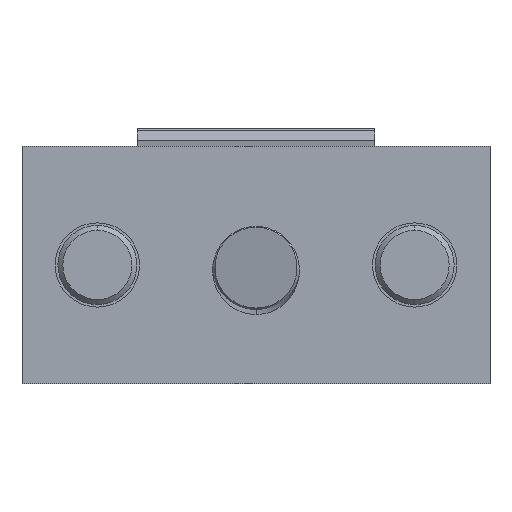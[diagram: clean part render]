
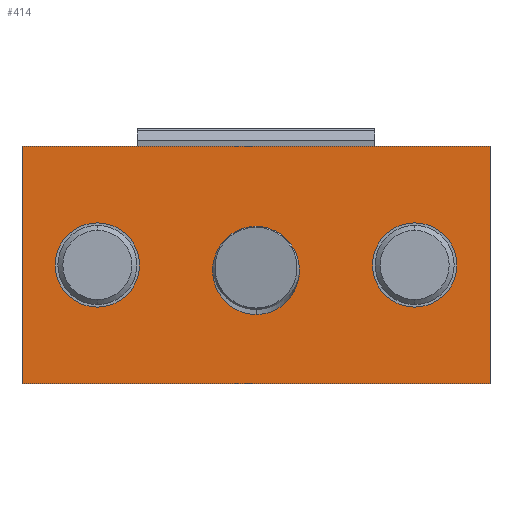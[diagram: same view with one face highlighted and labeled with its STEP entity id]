
A CAD part, front view. The second image highlights one B-rep face of the part: STEP entity #414.
In plain terms, the highlighted planar face has unit normal (0, -1, 0).
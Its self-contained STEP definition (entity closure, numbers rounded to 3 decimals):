
#316 = VERTEX_POINT ( 'NONE', #1378 ) ;
#317 = ORIENTED_EDGE ( 'NONE', *, *, #318, .F. ) ;
#318 = EDGE_CURVE ( 'NONE', #319, #316, #1574, .T. ) ;
#319 = VERTEX_POINT ( 'NONE', #1570 ) ;
#320 = ORIENTED_EDGE ( 'NONE', *, *, #321, .F. ) ;
#321 = EDGE_CURVE ( 'NONE', #322, #319, #1569, .T. ) ;
#322 = VERTEX_POINT ( 'NONE', #1565 ) ;
#323 = ORIENTED_EDGE ( 'NONE', *, *, #450, .T. ) ;
#392 = VERTEX_POINT ( 'NONE', #1654 ) ;
#393 = EDGE_CURVE ( 'NONE', #398, #392, #1647, .T. ) ;
#397 = EDGE_LOOP ( 'NONE', ( #415, #418 ) ) ;
#398 = VERTEX_POINT ( 'NONE', #1637 ) ;
#414 = ADVANCED_FACE ( 'NONE', ( #1614, #1613, #1612, #1611 ), #1610, .F. ) ;
#415 = ORIENTED_EDGE ( 'NONE', *, *, #416, .T. ) ;
#416 = EDGE_CURVE ( 'NONE', #468, #539, #1605, .T. ) ;
#417 = EDGE_LOOP ( 'NONE', ( #419, #420 ) ) ;
#418 = ORIENTED_EDGE ( 'NONE', *, *, #538, .T. ) ;
#419 = ORIENTED_EDGE ( 'NONE', *, *, #393, .F. ) ;
#420 = ORIENTED_EDGE ( 'NONE', *, *, #421, .F. ) ;
#421 = EDGE_CURVE ( 'NONE', #392, #398, #1839, .T. ) ;
#422 = EDGE_LOOP ( 'NONE', ( #423, #317, #320, #323 ) ) ;
#423 = ORIENTED_EDGE ( 'NONE', *, *, #424, .T. ) ;
#424 = EDGE_CURVE ( 'NONE', #425, #316, #1834, .T. ) ;
#425 = VERTEX_POINT ( 'NONE', #1830 ) ;
#450 = EDGE_CURVE ( 'NONE', #322, #425, #1698, .T. ) ;
#451 = EDGE_LOOP ( 'NONE', ( #452, #453 ) ) ;
#452 = ORIENTED_EDGE ( 'NONE', *, *, #511, .F. ) ;
#453 = ORIENTED_EDGE ( 'NONE', *, *, #454, .F. ) ;
#454 = EDGE_CURVE ( 'NONE', #552, #551, #1694, .T. ) ;
#468 = VERTEX_POINT ( 'NONE', #1660 ) ;
#511 = EDGE_CURVE ( 'NONE', #551, #552, #1910, .T. ) ;
#538 = EDGE_CURVE ( 'NONE', #539, #468, #1867, .T. ) ;
#539 = VERTEX_POINT ( 'NONE', #1884 ) ;
#551 = VERTEX_POINT ( 'NONE', #2026 ) ;
#552 = VERTEX_POINT ( 'NONE', #2025 ) ;
#1378 = CARTESIAN_POINT ( 'NONE',  ( -37.465, 0., -38.1 ) ) ;
#1565 = CARTESIAN_POINT ( 'NONE',  ( 37.465, 0., 0. ) ) ;
#1566 = DIRECTION ( 'NONE',  ( 0., 0., -1. ) ) ;
#1567 = VECTOR ( 'NONE', #1566, 1000. ) ;
#1568 = CARTESIAN_POINT ( 'NONE',  ( 37.465, 0., 0. ) ) ;
#1569 = LINE ( 'NONE', #1568, #1567 ) ;
#1570 = CARTESIAN_POINT ( 'NONE',  ( 37.465, 0., -38.1 ) ) ;
#1571 = DIRECTION ( 'NONE',  ( -1., 0., 0. ) ) ;
#1572 = VECTOR ( 'NONE', #1571, 1000. ) ;
#1573 = CARTESIAN_POINT ( 'NONE',  ( 37.465, 0., -38.1 ) ) ;
#1574 = LINE ( 'NONE', #1573, #1572 ) ;
#1601 = CARTESIAN_POINT ( 'NONE',  ( 0., 0., -26.976 ) ) ;
#1602 = CARTESIAN_POINT ( 'NONE',  ( 13.894, 0., -26.976 ) ) ;
#1603 = CARTESIAN_POINT ( 'NONE',  ( 13.894, 0., -12.868 ) ) ;
#1604 = CARTESIAN_POINT ( 'NONE',  ( 0., 0., -12.868 ) ) ;
#1605 =( BOUNDED_CURVE ( )  B_SPLINE_CURVE ( 3, ( #1604, #1603, #1602, #1601 ),
 .UNSPECIFIED., .F., .F. ) 
 B_SPLINE_CURVE_WITH_KNOTS ( ( 4, 4 ),
 ( 0., 3.142 ),
 .UNSPECIFIED. ) 
 CURVE ( )  GEOMETRIC_REPRESENTATION_ITEM ( )  RATIONAL_B_SPLINE_CURVE ( ( 1., 0.333, 0.333, 1. ) ) 
 REPRESENTATION_ITEM ( '' )  );
#1606 = DIRECTION ( 'NONE',  ( 0., 0., 1. ) ) ;
#1607 = DIRECTION ( 'NONE',  ( 0., 1., 0. ) ) ;
#1608 = CARTESIAN_POINT ( 'NONE',  ( 37.465, 0., 0. ) ) ;
#1609 = AXIS2_PLACEMENT_3D ( 'NONE', #1608, #1607, #1606 ) ;
#1610 = PLANE ( 'NONE',  #1609 ) ;
#1611 = FACE_BOUND ( 'NONE', #451, .T. ) ;
#1612 = FACE_OUTER_BOUND ( 'NONE', #422, .T. ) ;
#1613 = FACE_BOUND ( 'NONE', #417, .T. ) ;
#1614 = FACE_BOUND ( 'NONE', #397, .T. ) ;
#1637 = CARTESIAN_POINT ( 'NONE',  ( -25.4, 0., -12.306 ) ) ;
#1643 = DIRECTION ( 'NONE',  ( 0., 0., 1. ) ) ;
#1644 = DIRECTION ( 'NONE',  ( 0., -1., 0. ) ) ;
#1645 = CARTESIAN_POINT ( 'NONE',  ( -25.4, 0., -19.05 ) ) ;
#1646 = AXIS2_PLACEMENT_3D ( 'NONE', #1645, #1644, #1643 ) ;
#1647 = CIRCLE ( 'NONE', #1646, 6.744 ) ;
#1654 = CARTESIAN_POINT ( 'NONE',  ( -25.4, 0., -25.794 ) ) ;
#1660 = CARTESIAN_POINT ( 'NONE',  ( 0., 0., -12.868 ) ) ;
#1690 = DIRECTION ( 'NONE',  ( 0., 0., 1. ) ) ;
#1691 = DIRECTION ( 'NONE',  ( 0., -1., 0. ) ) ;
#1692 = CARTESIAN_POINT ( 'NONE',  ( 25.4, 0., -19.05 ) ) ;
#1693 = AXIS2_PLACEMENT_3D ( 'NONE', #1692, #1691, #1690 ) ;
#1694 = CIRCLE ( 'NONE', #1693, 6.744 ) ;
#1695 = DIRECTION ( 'NONE',  ( -1., 0., 0. ) ) ;
#1696 = VECTOR ( 'NONE', #1695, 1000. ) ;
#1697 = CARTESIAN_POINT ( 'NONE',  ( 37.465, 0., 0. ) ) ;
#1698 = LINE ( 'NONE', #1697, #1696 ) ;
#1830 = CARTESIAN_POINT ( 'NONE',  ( -37.465, 0., 0. ) ) ;
#1831 = DIRECTION ( 'NONE',  ( 0., 0., -1. ) ) ;
#1832 = VECTOR ( 'NONE', #1831, 1000. ) ;
#1833 = CARTESIAN_POINT ( 'NONE',  ( -37.465, 0., 0. ) ) ;
#1834 = LINE ( 'NONE', #1833, #1832 ) ;
#1835 = DIRECTION ( 'NONE',  ( 0., 0., 1. ) ) ;
#1836 = DIRECTION ( 'NONE',  ( 0., -1., 0. ) ) ;
#1837 = CARTESIAN_POINT ( 'NONE',  ( -25.4, 0., -19.05 ) ) ;
#1838 = AXIS2_PLACEMENT_3D ( 'NONE', #1837, #1836, #1835 ) ;
#1839 = CIRCLE ( 'NONE', #1838, 6.744 ) ;
#1859 = CARTESIAN_POINT ( 'NONE',  ( 25.4, 0., -19.05 ) ) ;
#1863 = CARTESIAN_POINT ( 'NONE',  ( 0., 0., -12.868 ) ) ;
#1864 = CARTESIAN_POINT ( 'NONE',  ( -13.894, 0., -12.868 ) ) ;
#1865 = CARTESIAN_POINT ( 'NONE',  ( -13.894, 0., -26.976 ) ) ;
#1866 = CARTESIAN_POINT ( 'NONE',  ( 0., 0., -26.976 ) ) ;
#1867 =( BOUNDED_CURVE ( )  B_SPLINE_CURVE ( 3, ( #1866, #1865, #1864, #1863 ),
 .UNSPECIFIED., .F., .T. ) 
 B_SPLINE_CURVE_WITH_KNOTS ( ( 4, 4 ),
 ( 3.142, 6.283 ),
 .UNSPECIFIED. ) 
 CURVE ( )  GEOMETRIC_REPRESENTATION_ITEM ( )  RATIONAL_B_SPLINE_CURVE ( ( 1., 0.333, 0.333, 1. ) ) 
 REPRESENTATION_ITEM ( '' )  );
#1882 = DIRECTION ( 'NONE',  ( 0., 0., 1. ) ) ;
#1883 = DIRECTION ( 'NONE',  ( 0., -1., 0. ) ) ;
#1884 = CARTESIAN_POINT ( 'NONE',  ( 0., 0., -26.976 ) ) ;
#1909 = AXIS2_PLACEMENT_3D ( 'NONE', #1859, #1883, #1882 ) ;
#1910 = CIRCLE ( 'NONE', #1909, 6.744 ) ;
#2025 = CARTESIAN_POINT ( 'NONE',  ( 25.4, 0., -25.794 ) ) ;
#2026 = CARTESIAN_POINT ( 'NONE',  ( 25.4, 0., -12.306 ) ) ;
